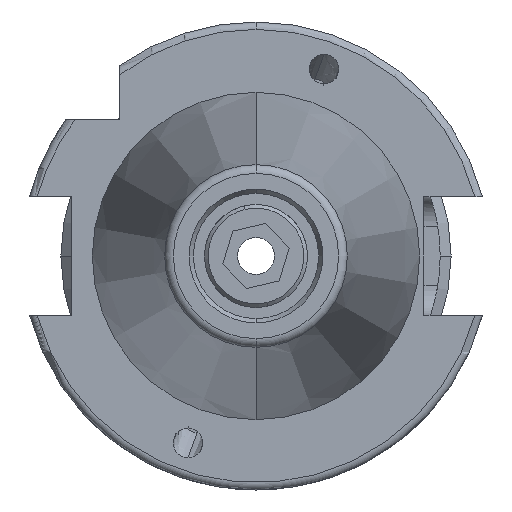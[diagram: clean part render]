
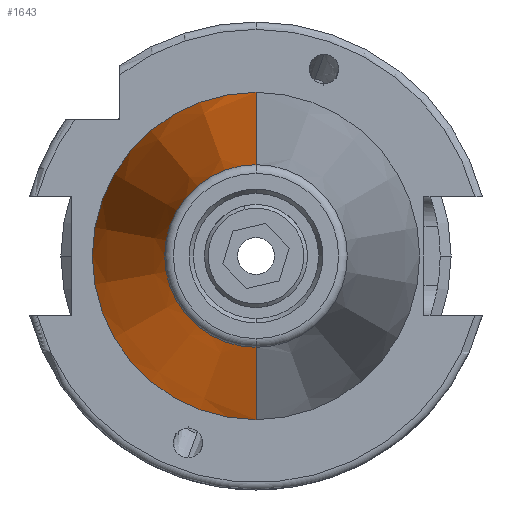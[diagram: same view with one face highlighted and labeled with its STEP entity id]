
A CAD part, left-side view. The second image highlights one B-rep face of the part: STEP entity #1643.
In plain terms, the highlighted conical face has half-angle 8.297 degrees and reference radius 22.225 mm.
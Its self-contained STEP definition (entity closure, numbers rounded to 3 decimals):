
#141 = DIRECTION ( 'NONE',  ( 1., 0., 0. ) ) ;
#318 = DIRECTION ( 'NONE',  ( 0., 1., 0. ) ) ;
#363 = CARTESIAN_POINT ( 'NONE',  ( -67.373, 12.4, 0. ) ) ;
#596 = DIRECTION ( 'NONE',  ( 0., -1., 0. ) ) ;
#626 = CIRCLE ( 'NONE', #3351, 12.4 ) ;
#705 = CARTESIAN_POINT ( 'NONE',  ( 0., 0., 0. ) ) ;
#788 = DIRECTION ( 'NONE',  ( -1., 0., 0. ) ) ;
#883 = EDGE_CURVE ( 'NONE', #4348, #5009, #6059, .T. ) ;
#987 = CARTESIAN_POINT ( 'NONE',  ( -67.373, 0., 0. ) ) ;
#1008 = CARTESIAN_POINT ( 'NONE',  ( 0., 0., 0. ) ) ;
#1022 = CARTESIAN_POINT ( 'NONE',  ( 0., -22.225, 0. ) ) ;
#1125 = EDGE_CURVE ( 'NONE', #4348, #6617, #626, .T. ) ;
#1165 = CARTESIAN_POINT ( 'NONE',  ( 0., 22.225, 0. ) ) ;
#1221 = CIRCLE ( 'NONE', #1612, 22.225 ) ;
#1521 = DIRECTION ( 'NONE',  ( 0.99, 0.144, 0. ) ) ;
#1565 = DIRECTION ( 'NONE',  ( 0., -1., 0. ) ) ;
#1612 = AXIS2_PLACEMENT_3D ( 'NONE', #1008, #4848, #1565 ) ;
#1643 = ADVANCED_FACE ( 'NONE', ( #1913 ), #1736, .T. ) ;
#1736 = CONICAL_SURFACE ( 'NONE', #5279, 22.225, 0.145 ) ;
#1913 = FACE_OUTER_BOUND ( 'NONE', #4273, .T. ) ;
#2075 = CARTESIAN_POINT ( 'NONE',  ( 0., 22.225, 0. ) ) ;
#3148 = ORIENTED_EDGE ( 'NONE', *, *, #3725, .T. ) ;
#3258 = DIRECTION ( 'NONE',  ( 0.99, -0.144, 0. ) ) ;
#3351 = AXIS2_PLACEMENT_3D ( 'NONE', #987, #788, #596 ) ;
#3466 = CARTESIAN_POINT ( 'NONE',  ( 0., -22.225, 0. ) ) ;
#3515 = ORIENTED_EDGE ( 'NONE', *, *, #1125, .F. ) ;
#3685 = EDGE_CURVE ( 'NONE', #6617, #4214, #3949, .T. ) ;
#3725 = EDGE_CURVE ( 'NONE', #5009, #4214, #1221, .T. ) ;
#3949 = LINE ( 'NONE', #2075, #4130 ) ;
#4111 = ORIENTED_EDGE ( 'NONE', *, *, #883, .T. ) ;
#4130 = VECTOR ( 'NONE', #1521, 1000. ) ;
#4214 = VERTEX_POINT ( 'NONE', #1165 ) ;
#4273 = EDGE_LOOP ( 'NONE', ( #3515, #4111, #3148, #4608 ) ) ;
#4348 = VERTEX_POINT ( 'NONE', #6193 ) ;
#4608 = ORIENTED_EDGE ( 'NONE', *, *, #3685, .F. ) ;
#4848 = DIRECTION ( 'NONE',  ( -1., 0., 0. ) ) ;
#5009 = VERTEX_POINT ( 'NONE', #1022 ) ;
#5279 = AXIS2_PLACEMENT_3D ( 'NONE', #705, #141, #318 ) ;
#5700 = VECTOR ( 'NONE', #3258, 1000. ) ;
#6059 = LINE ( 'NONE', #3466, #5700 ) ;
#6193 = CARTESIAN_POINT ( 'NONE',  ( -67.373, -12.4, 0. ) ) ;
#6617 = VERTEX_POINT ( 'NONE', #363 ) ;
